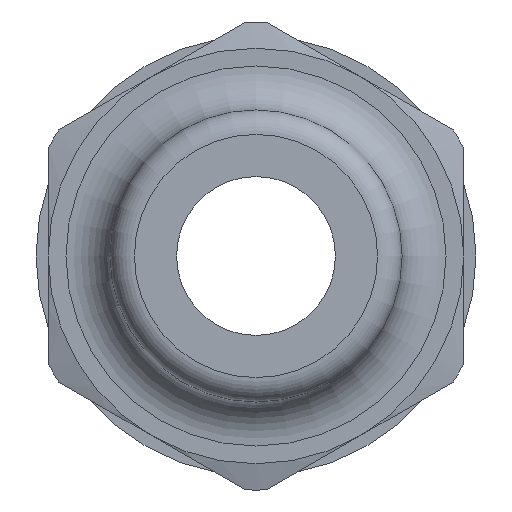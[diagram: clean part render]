
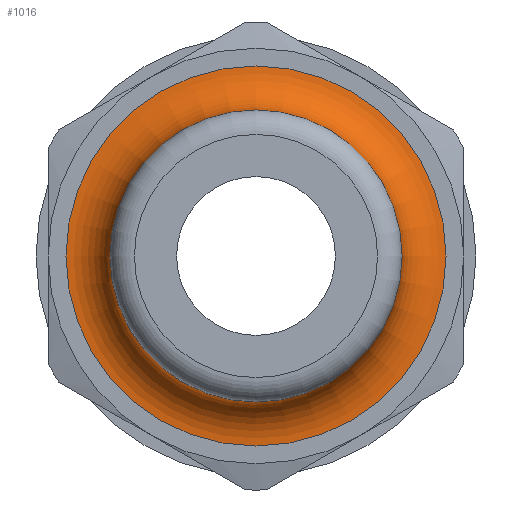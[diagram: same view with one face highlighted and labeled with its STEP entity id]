
A CAD part, left-side view. The second image highlights one B-rep face of the part: STEP entity #1016.
In plain terms, the highlighted toroidal (fillet/blend) face has major radius 7.775 mm and minor radius 1.8 mm.
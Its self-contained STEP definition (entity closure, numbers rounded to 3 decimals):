
#989=CARTESIAN_POINT('',(18.6,0.0,0.0));
#990=DIRECTION('',(1.0,0.0,0.0));
#991=DIRECTION('',(0.0,0.0,-1.0));
#992=AXIS2_PLACEMENT_3D('',#989,#990,#991);
#993=TOROIDAL_SURFACE('',#992,7.775,1.8);
#994=CARTESIAN_POINT('',(18.6,5.975,0.0));
#995=VERTEX_POINT('',#994);
#996=CARTESIAN_POINT('',(18.6,0.0,0.0));
#997=DIRECTION('',(1.0,0.0,0.0));
#998=DIRECTION('',(0.0,-1.0,0.0));
#999=AXIS2_PLACEMENT_3D('',#996,#997,#998);
#1000=CIRCLE('',#999,5.975);
#1001=EDGE_CURVE('',#995,#995,#1000,.T.);
#1002=ORIENTED_EDGE('',*,*,#1001,.T.);
#1003=EDGE_LOOP('',(#1002));
#1004=FACE_OUTER_BOUND('',#1003,.T.);
#1005=CARTESIAN_POINT('',(20.4,7.775,0.));
#1006=VERTEX_POINT('',#1005);
#1007=CARTESIAN_POINT('',(20.4,0.0,0.0));
#1008=DIRECTION('',(-1.0,0.0,0.0));
#1009=DIRECTION('',(0.0,-1.0,0.0));
#1010=AXIS2_PLACEMENT_3D('',#1007,#1008,#1009);
#1011=CIRCLE('',#1010,7.775);
#1012=EDGE_CURVE('',#1006,#1006,#1011,.T.);
#1013=ORIENTED_EDGE('',*,*,#1012,.T.);
#1014=EDGE_LOOP('',(#1013));
#1015=FACE_BOUND('',#1014,.T.);
#1016=ADVANCED_FACE('',(#1004,#1015),#993,.F.);
